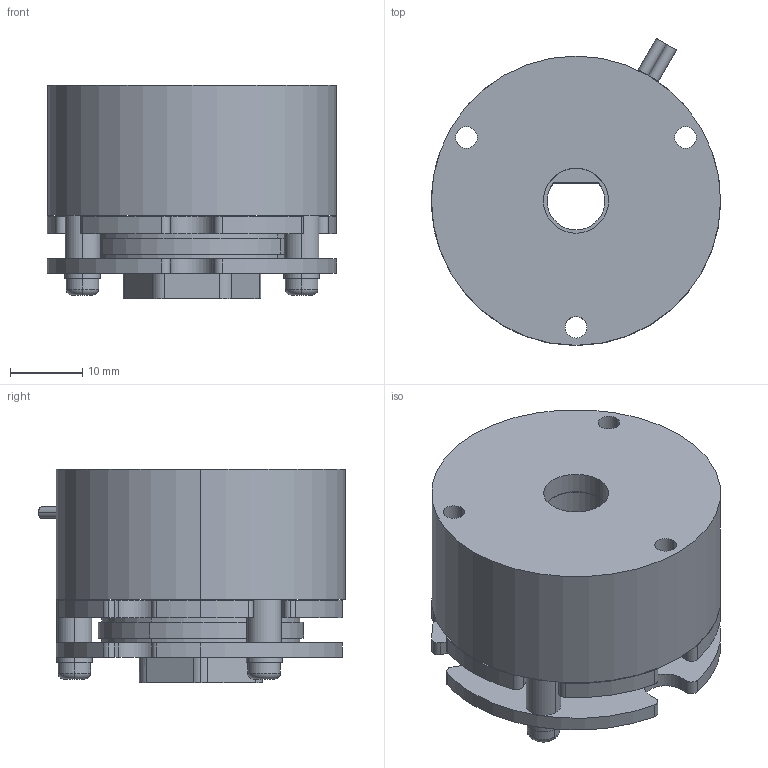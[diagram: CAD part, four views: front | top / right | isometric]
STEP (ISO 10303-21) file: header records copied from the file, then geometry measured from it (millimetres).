
FILE_DESCRIPTION (( 'STEP AP203' ), '1' );
FILE_NAME ('MCNB 2GR_25332000.STEP', '2016-03-29T04:52:28', ( ' ' ), ( '' ), 'SwSTEP 2.0', 'SolidWorks 2009', '' );
FILE_SCHEMA (( 'CONFIG_CONTROL_DESIGN' ));
Length unit declared in the file: millimetre
Products named in the file (1): MCNB 2GR_25332000
Bounding box: 40 x 42.45 x 29.5 mm (x, y, z)
Volume: 28348.5 mm3; surface area: 13136.7 mm2
Topology: 4 solids, 4 shells, 257 faces, 679 edges, 444 vertices
Faces by surface type: cylinder 148, plane 95, torus 14
Entity records: 8160 total; most frequent: DIRECTION 1527, CARTESIAN_POINT 1373, ORIENTED_EDGE 1342, EDGE_CURVE 671, AXIS2_PLACEMENT_3D 598, VERTEX_POINT 444, CIRCLE 340, VECTOR 331
